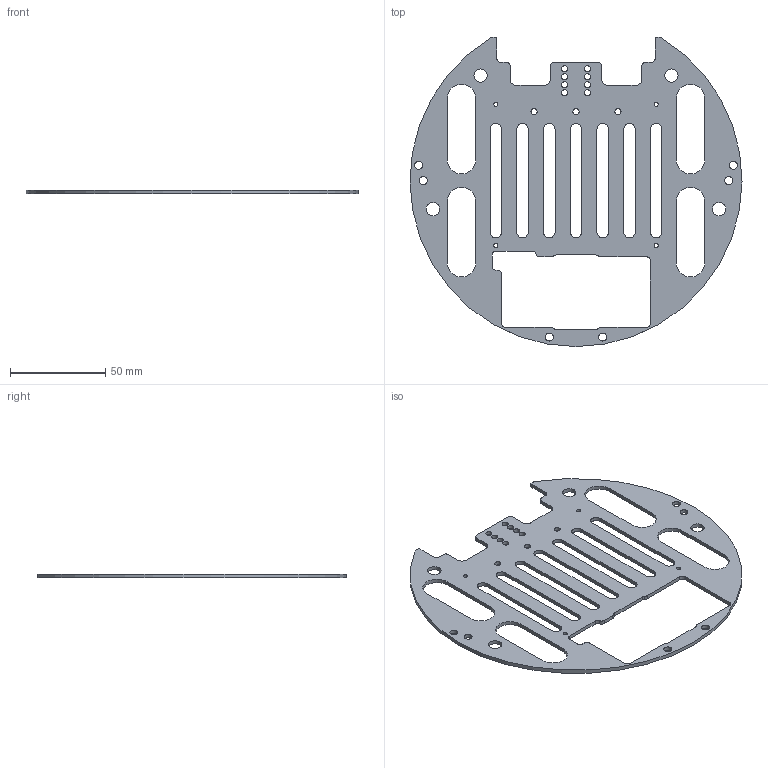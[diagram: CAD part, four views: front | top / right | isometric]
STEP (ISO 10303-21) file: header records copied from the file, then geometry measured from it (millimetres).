
FILE_DESCRIPTION(/* description */ (''),/* implementation_level */ '2;1');
FILE_NAME(/* name */ '02_Mittelplatte.ipt.step',/* time_stamp */ '2020-01-21T16:40:37+01:00',/* author */ ('rYan'),/* organization */ (''),/* preprocessor_version */ 'ST-DEVELOPER v17.2',/* originating_system */ 'Autodesk Inventor 2019',/* authorisation */ '');
FILE_SCHEMA (('AUTOMOTIVE_DESIGN { 1 0 10303 214 3 1 1 }'));
Length unit declared in the file: millimetre
Products named in the file (1): Mittelplatte
Bounding box: 173.99 x 162 x 2 mm (x, y, z)
Volume: 26038.5 mm3; surface area: 31006.5 mm2
Topology: 1 solids, 1 shells, 124 faces, 391 edges, 269 vertices
Faces by surface type: cylinder 76, plane 48
Full cylindrical faces by diameter (mm): 2.2 x4, 3.2 x11, 4.2 x6, 7 x4
Entity records: 4635 total; most frequent: DIRECTION 818, CARTESIAN_POINT 785, ORIENTED_EDGE 782, EDGE_CURVE 391, AXIS2_PLACEMENT_3D 302, VERTEX_POINT 269, LINE 214, VECTOR 214
